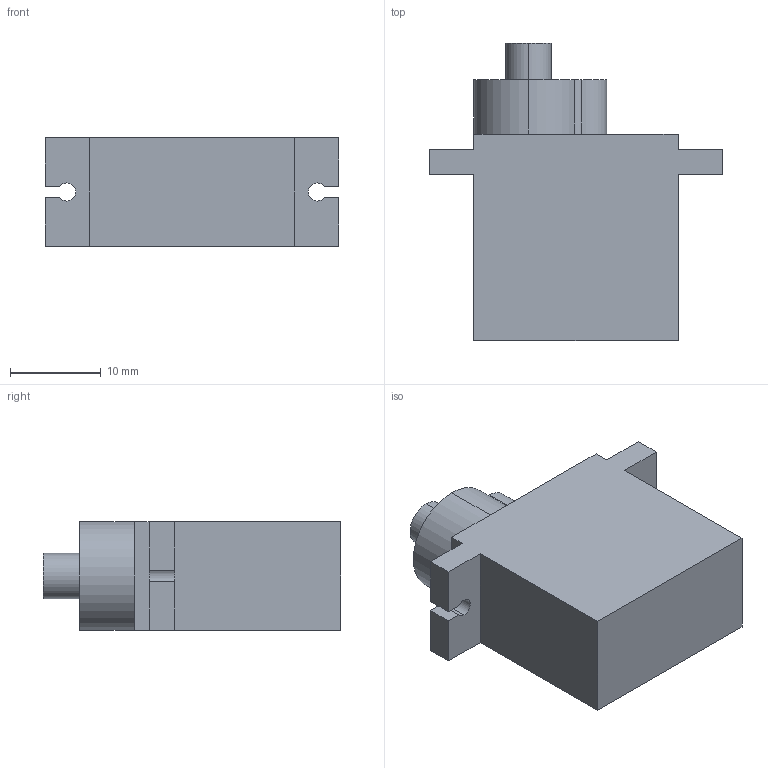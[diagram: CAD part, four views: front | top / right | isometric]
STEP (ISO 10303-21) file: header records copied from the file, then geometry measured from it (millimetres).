
FILE_DESCRIPTION (( 'STEP AP214' ), '1' );
FILE_NAME ('MMRC-MG90S.STEP', '2025-11-27T17:48:11', ( '' ), ( '' ), 'SwSTEP 2.0', 'SolidWorks 2025', '' );
FILE_SCHEMA (( 'AUTOMOTIVE_DESIGN' ));
Length unit declared in the file: millimetre
Products named in the file (1): MMRC-MG90S
Bounding box: 32.4 x 32.75 x 12 mm (x, y, z)
Volume: 7241.2 mm3; surface area: 2797.1 mm2
Topology: 1 solids, 1 shells, 41 faces, 106 edges, 69 vertices
Faces by surface type: plane 25, cylinder 16
Entity records: 1716 total; most frequent: DIRECTION 223, CARTESIAN_POINT 217, ORIENTED_EDGE 212, EDGE_CURVE 106, AXIS2_PLACEMENT_3D 75, LINE 73, VECTOR 73, VERTEX_POINT 69
